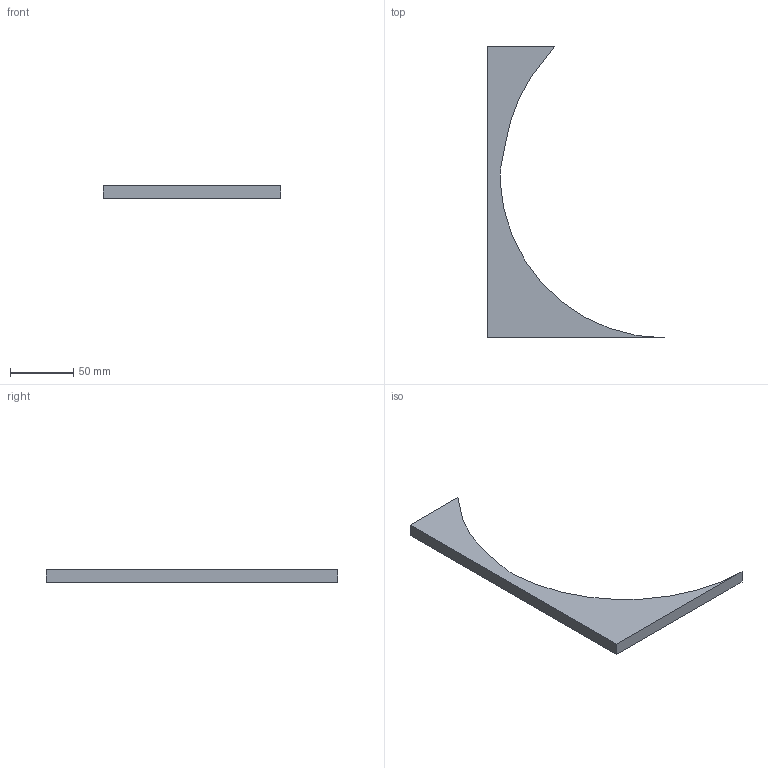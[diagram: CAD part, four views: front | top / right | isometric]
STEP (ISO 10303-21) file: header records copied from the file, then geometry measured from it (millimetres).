
FILE_DESCRIPTION (( 'STEP AP214' ), '1' );
FILE_NAME ('shooter_1.STEP', '2023-06-15T11:27:30', ( '' ), ( '' ), 'SwSTEP 2.0', 'SolidWorks 2022', '' );
FILE_SCHEMA (( 'AUTOMOTIVE_DESIGN' ));
Length unit declared in the file: millimetre
Products named in the file (1): shooter_1
Bounding box: 140 x 230 x 10 mm (x, y, z)
Volume: 74458.9 mm3; surface area: 22275.3 mm2
Topology: 1 solids, 1 shells, 8 faces, 18 edges, 12 vertices
Faces by surface type: plane 5, cylinder 2, bspline 1
Entity records: 266 total; most frequent: CARTESIAN_POINT 52, DIRECTION 36, ORIENTED_EDGE 36, EDGE_CURVE 18, VERTEX_POINT 12, AXIS2_PLACEMENT_3D 12, LINE 12, VECTOR 12
